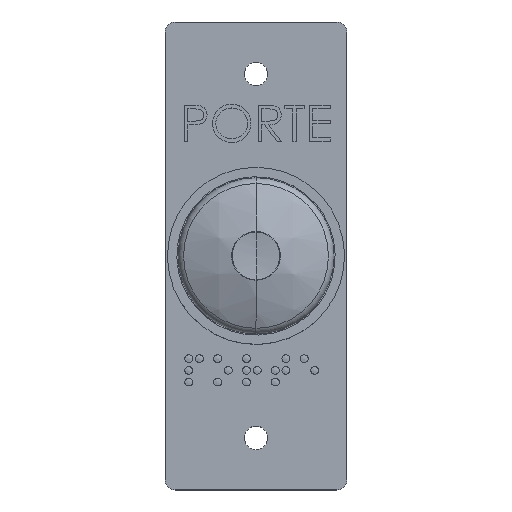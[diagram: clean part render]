
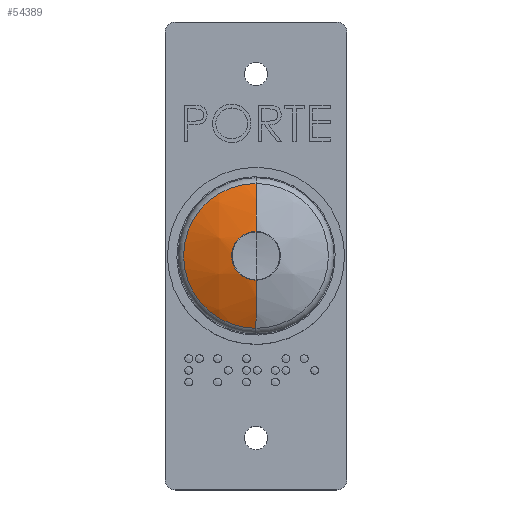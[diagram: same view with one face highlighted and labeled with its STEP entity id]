
A CAD part, top view. The second image highlights one B-rep face of the part: STEP entity #54389.
In plain terms, the highlighted spherical face has radius 30.125 mm.
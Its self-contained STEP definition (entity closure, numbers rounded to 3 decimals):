
#2493 = ORIENTED_EDGE ( 'NONE', *, *, #32194, .T. ) ;
#2861 = DIRECTION ( 'NONE',  ( 0., 0., -1. ) ) ;
#3109 = DIRECTION ( 'NONE',  ( 0., 1., 0. ) ) ;
#3716 = DIRECTION ( 'NONE',  ( 1., 0., 0. ) ) ;
#5631 = EDGE_CURVE ( 'NONE', #33875, #59179, #73957, .T. ) ;
#5921 = EDGE_LOOP ( 'NONE', ( #2493, #61096, #63403, #62153 ) ) ;
#7103 = CARTESIAN_POINT ( 'NONE',  ( 0., 26.589, 13.924 ) ) ;
#8537 = AXIS2_PLACEMENT_3D ( 'NONE', #74445, #3716, #50804 ) ;
#9377 = CARTESIAN_POINT ( 'NONE',  ( 0., 29.635, 4.675 ) ) ;
#9689 = EDGE_CURVE ( 'NONE', #12596, #53953, #36726, .T. ) ;
#11384 = DIRECTION ( 'NONE',  ( -1., 0., 0. ) ) ;
#12596 = VERTEX_POINT ( 'NONE', #25224 ) ;
#15165 = DIRECTION ( 'NONE',  ( 1., 0., 0. ) ) ;
#19228 = AXIS2_PLACEMENT_3D ( 'NONE', #62528, #3109, #2861 ) ;
#20213 = EDGE_CURVE ( 'NONE', #59179, #53953, #65749, .T. ) ;
#21356 = DIRECTION ( 'NONE',  ( 0., 0., -1. ) ) ;
#25224 = CARTESIAN_POINT ( 'NONE',  ( 0., 29.635, -4.675 ) ) ;
#27848 = CARTESIAN_POINT ( 'NONE',  ( 0., 26.589, -13.924 ) ) ;
#28160 = SPHERICAL_SURFACE ( 'NONE', #29175, 30.125 ) ;
#28936 = AXIS2_PLACEMENT_3D ( 'NONE', #58500, #11384, #52062 ) ;
#29175 = AXIS2_PLACEMENT_3D ( 'NONE', #32711, #15165, #21356 ) ;
#31309 = AXIS2_PLACEMENT_3D ( 'NONE', #59501, #42261, #72050 ) ;
#32194 = EDGE_CURVE ( 'NONE', #12596, #33875, #62044, .T. ) ;
#32711 = CARTESIAN_POINT ( 'NONE',  ( 0., -0.125, 0. ) ) ;
#33803 = FACE_OUTER_BOUND ( 'NONE', #5921, .T. ) ;
#33875 = VERTEX_POINT ( 'NONE', #9377 ) ;
#36726 = CIRCLE ( 'NONE', #28936, 30.125 ) ;
#42261 = DIRECTION ( 'NONE',  ( 0., -1., 0. ) ) ;
#50804 = DIRECTION ( 'NONE',  ( 0., 0., -1. ) ) ;
#52062 = DIRECTION ( 'NONE',  ( 0., 0., 1. ) ) ;
#53953 = VERTEX_POINT ( 'NONE', #27848 ) ;
#54389 = ADVANCED_FACE ( 'NONE', ( #33803 ), #28160, .T. ) ;
#58500 = CARTESIAN_POINT ( 'NONE',  ( 0., -0.125, 0. ) ) ;
#59179 = VERTEX_POINT ( 'NONE', #7103 ) ;
#59501 = CARTESIAN_POINT ( 'NONE',  ( 0., 29.635, 0. ) ) ;
#61096 = ORIENTED_EDGE ( 'NONE', *, *, #5631, .T. ) ;
#62044 = CIRCLE ( 'NONE', #31309, 4.675 ) ;
#62153 = ORIENTED_EDGE ( 'NONE', *, *, #9689, .F. ) ;
#62528 = CARTESIAN_POINT ( 'NONE',  ( 0., 26.589, 0. ) ) ;
#63403 = ORIENTED_EDGE ( 'NONE', *, *, #20213, .T. ) ;
#65749 = CIRCLE ( 'NONE', #19228, 13.924 ) ;
#72050 = DIRECTION ( 'NONE',  ( 0., 0., -1. ) ) ;
#73957 = CIRCLE ( 'NONE', #8537, 30.125 ) ;
#74445 = CARTESIAN_POINT ( 'NONE',  ( 0., -0.125, 0. ) ) ;
